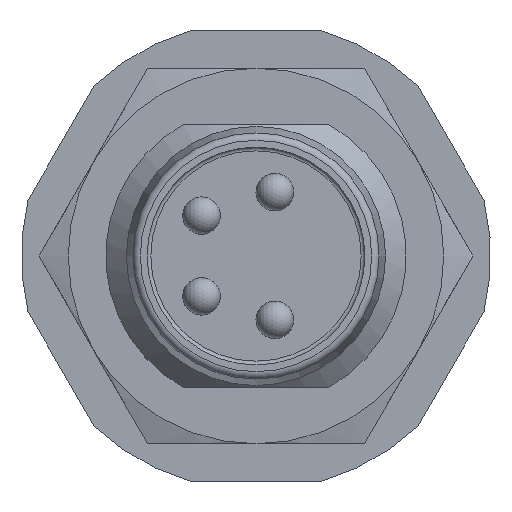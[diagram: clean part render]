
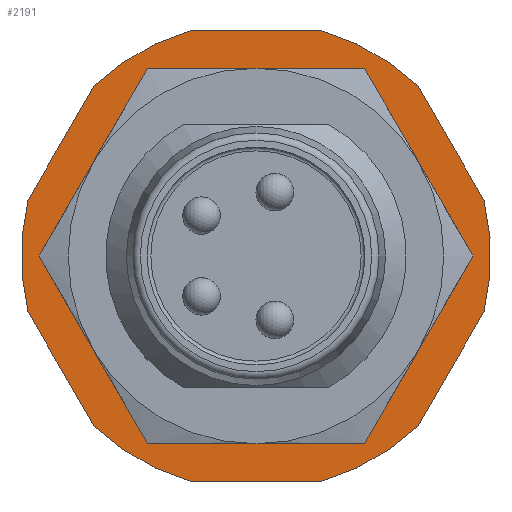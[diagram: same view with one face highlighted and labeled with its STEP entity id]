
A CAD part, front view. The second image highlights one B-rep face of the part: STEP entity #2191.
In plain terms, the highlighted planar face has unit normal (0, -1, 0).
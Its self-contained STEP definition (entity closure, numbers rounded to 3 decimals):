
#148=PLANE('',#2698);
#401=EDGE_LOOP('',(#750));
#402=EDGE_LOOP('',(#751,#752,#753,#754,#755,#756,#757,#758,#759,#760,#761,
#762));
#600=CIRCLE('',#2691,3.75);
#601=CIRCLE('',#2692,6.25);
#602=CIRCLE('',#2693,6.25);
#603=CIRCLE('',#2694,6.25);
#604=CIRCLE('',#2695,6.25);
#605=CIRCLE('',#2696,6.25);
#606=CIRCLE('',#2697,6.25);
#750=ORIENTED_EDGE('',*,*,#1482,.F.);
#751=ORIENTED_EDGE('',*,*,#1483,.T.);
#752=ORIENTED_EDGE('',*,*,#1484,.T.);
#753=ORIENTED_EDGE('',*,*,#1485,.T.);
#754=ORIENTED_EDGE('',*,*,#1486,.T.);
#755=ORIENTED_EDGE('',*,*,#1487,.T.);
#756=ORIENTED_EDGE('',*,*,#1488,.T.);
#757=ORIENTED_EDGE('',*,*,#1489,.T.);
#758=ORIENTED_EDGE('',*,*,#1490,.T.);
#759=ORIENTED_EDGE('',*,*,#1491,.T.);
#760=ORIENTED_EDGE('',*,*,#1492,.T.);
#761=ORIENTED_EDGE('',*,*,#1493,.T.);
#762=ORIENTED_EDGE('',*,*,#1494,.T.);
#1482=EDGE_CURVE('',#2521,#2521,#600,.T.);
#1483=EDGE_CURVE('',#2522,#2523,#601,.T.);
#1484=EDGE_CURVE('',#2523,#2524,#1840,.T.);
#1485=EDGE_CURVE('',#2524,#2525,#602,.T.);
#1486=EDGE_CURVE('',#2525,#2526,#1841,.T.);
#1487=EDGE_CURVE('',#2526,#2527,#603,.T.);
#1488=EDGE_CURVE('',#2527,#2528,#1842,.T.);
#1489=EDGE_CURVE('',#2528,#2529,#604,.T.);
#1490=EDGE_CURVE('',#2529,#2530,#1843,.T.);
#1491=EDGE_CURVE('',#2530,#2531,#605,.T.);
#1492=EDGE_CURVE('',#2531,#2532,#1844,.T.);
#1493=EDGE_CURVE('',#2532,#2533,#606,.T.);
#1494=EDGE_CURVE('',#2533,#2522,#1845,.T.);
#1840=LINE('',#3743,#2048);
#1841=LINE('',#3747,#2049);
#1842=LINE('',#3751,#2050);
#1843=LINE('',#3755,#2051);
#1844=LINE('',#3759,#2052);
#1845=LINE('',#3763,#2053);
#2048=VECTOR('',#3013,1.);
#2049=VECTOR('',#3016,1.);
#2050=VECTOR('',#3019,1.);
#2051=VECTOR('',#3022,1.);
#2052=VECTOR('',#3025,1.);
#2053=VECTOR('',#3028,1.);
#2191=ADVANCED_FACE('',(#2351,#2352),#148,.F.);
#2351=FACE_BOUND('',#401,.T.);
#2352=FACE_BOUND('',#402,.T.);
#2521=VERTEX_POINT('',#3739);
#2522=VERTEX_POINT('',#3741);
#2523=VERTEX_POINT('',#3742);
#2524=VERTEX_POINT('',#3744);
#2525=VERTEX_POINT('',#3746);
#2526=VERTEX_POINT('',#3748);
#2527=VERTEX_POINT('',#3750);
#2528=VERTEX_POINT('',#3752);
#2529=VERTEX_POINT('',#3754);
#2530=VERTEX_POINT('',#3756);
#2531=VERTEX_POINT('',#3758);
#2532=VERTEX_POINT('',#3760);
#2533=VERTEX_POINT('',#3762);
#2691=AXIS2_PLACEMENT_3D('',#3738,#3009,#3010);
#2692=AXIS2_PLACEMENT_3D('',#3740,#3011,#3012);
#2693=AXIS2_PLACEMENT_3D('',#3745,#3014,#3015);
#2694=AXIS2_PLACEMENT_3D('',#3749,#3017,#3018);
#2695=AXIS2_PLACEMENT_3D('',#3753,#3020,#3021);
#2696=AXIS2_PLACEMENT_3D('',#3757,#3023,#3024);
#2697=AXIS2_PLACEMENT_3D('',#3761,#3026,#3027);
#2698=AXIS2_PLACEMENT_3D('',#3764,#3029,#3030);
#3009=DIRECTION('',(0.,-1.,0.));
#3010=DIRECTION('',(0.,0.,1.));
#3011=DIRECTION('',(0.,-1.,0.));
#3012=DIRECTION('',(-1.,0.,0.));
#3013=DIRECTION('',(1.,0.,0.));
#3014=DIRECTION('',(0.,-1.,0.));
#3015=DIRECTION('',(-1.,0.,0.));
#3016=DIRECTION('',(0.5,0.,0.866));
#3017=DIRECTION('',(0.,-1.,0.));
#3018=DIRECTION('',(-1.,0.,0.));
#3019=DIRECTION('',(-0.5,0.,0.866));
#3020=DIRECTION('',(0.,-1.,0.));
#3021=DIRECTION('',(-1.,0.,0.));
#3022=DIRECTION('',(-1.,0.,0.));
#3023=DIRECTION('',(0.,-1.,0.));
#3024=DIRECTION('',(-1.,0.,0.));
#3025=DIRECTION('',(-0.5,0.,-0.866));
#3026=DIRECTION('',(0.,-1.,0.));
#3027=DIRECTION('',(-1.,0.,0.));
#3028=DIRECTION('',(0.5,0.,-0.866));
#3029=DIRECTION('',(0.,1.,0.));
#3030=DIRECTION('',(0.,0.,-1.));
#3738=CARTESIAN_POINT('',(0.,9.7,0.));
#3739=CARTESIAN_POINT('',(0.,9.7,3.75));
#3740=CARTESIAN_POINT('',(0.,9.7,0.));
#3741=CARTESIAN_POINT('',(-4.321,9.7,-4.516));
#3742=CARTESIAN_POINT('',(-1.75,9.7,-6.));
#3743=CARTESIAN_POINT('',(0.,9.7,-6.));
#3744=CARTESIAN_POINT('',(1.75,9.7,-6.));
#3745=CARTESIAN_POINT('',(0.,9.7,0.));
#3746=CARTESIAN_POINT('',(4.321,9.7,-4.516));
#3747=CARTESIAN_POINT('',(4.321,9.7,-4.516));
#3748=CARTESIAN_POINT('',(6.071,9.7,-1.484));
#3749=CARTESIAN_POINT('',(0.,9.7,0.));
#3750=CARTESIAN_POINT('',(6.071,9.7,1.484));
#3751=CARTESIAN_POINT('',(6.071,9.7,1.484));
#3752=CARTESIAN_POINT('',(4.321,9.7,4.516));
#3753=CARTESIAN_POINT('',(0.,9.7,0.));
#3754=CARTESIAN_POINT('',(1.75,9.7,6.));
#3755=CARTESIAN_POINT('',(1.75,9.7,6.));
#3756=CARTESIAN_POINT('',(-1.75,9.7,6.));
#3757=CARTESIAN_POINT('',(0.,9.7,0.));
#3758=CARTESIAN_POINT('',(-4.321,9.7,4.516));
#3759=CARTESIAN_POINT('',(-4.321,9.7,4.516));
#3760=CARTESIAN_POINT('',(-6.071,9.7,1.484));
#3761=CARTESIAN_POINT('',(0.,9.7,0.));
#3762=CARTESIAN_POINT('',(-6.071,9.7,-1.484));
#3763=CARTESIAN_POINT('',(-6.071,9.7,-1.484));
#3764=CARTESIAN_POINT('',(-7.,9.7,0.));
